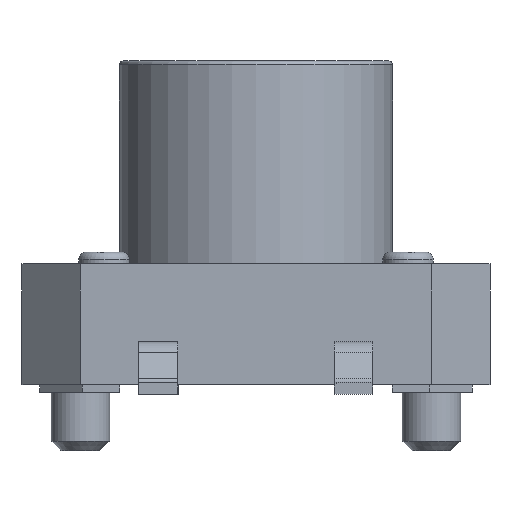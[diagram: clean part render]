
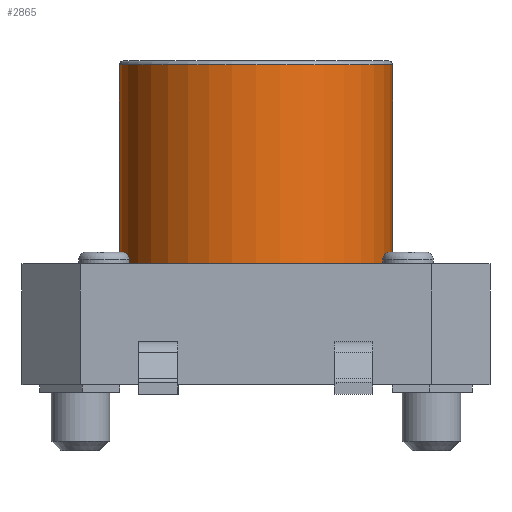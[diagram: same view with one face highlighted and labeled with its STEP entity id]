
A CAD part, left-side view. The second image highlights one B-rep face of the part: STEP entity #2865.
In plain terms, the highlighted cylindrical face has radius 3.5 mm (diameter 7 mm), a full revolution.
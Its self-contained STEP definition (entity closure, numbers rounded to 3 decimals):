
#13=DIRECTION('',(0.,0.,1.));
#29=DIRECTION('',(1.,0.,0.));
#91=VECTOR('',#13,1.);
#2717=AXIS2_PLACEMENT_3D('',#2718,#13,#29);
#2718=CARTESIAN_POINT('',(0.,0.,3.));
#2802=EDGE_CURVE('',#2803,#2803,#2805,.T.);
#2803=VERTEX_POINT('',#2804);
#2804=CARTESIAN_POINT('',(3.5,0.,3.));
#2805=CIRCLE('',#2717,3.5);
#2865=ADVANCED_FACE('',(#2866),#2880,.T.);
#2866=FACE_BOUND('',#2867,.T.);
#2867=EDGE_LOOP('',(#2868,#2873,#2874,#2875));
#2868=ORIENTED_EDGE('',*,*,#2869,.F.);
#2869=EDGE_CURVE('',#2803,#2870,#2872,.T.);
#2870=VERTEX_POINT('',#2871);
#2871=CARTESIAN_POINT('',(3.5,0.,8.4));
#2872=LINE('',#2804,#91);
#2873=ORIENTED_EDGE('',*,*,#2802,.T.);
#2874=ORIENTED_EDGE('',*,*,#2869,.T.);
#2875=ORIENTED_EDGE('',*,*,#2876,.F.);
#2876=EDGE_CURVE('',#2870,#2870,#2877,.T.);
#2877=CIRCLE('',#2878,3.5);
#2878=AXIS2_PLACEMENT_3D('',#2879,#13,#29);
#2879=CARTESIAN_POINT('',(0.,0.,8.4));
#2880=CYLINDRICAL_SURFACE('',#2717,3.5);
